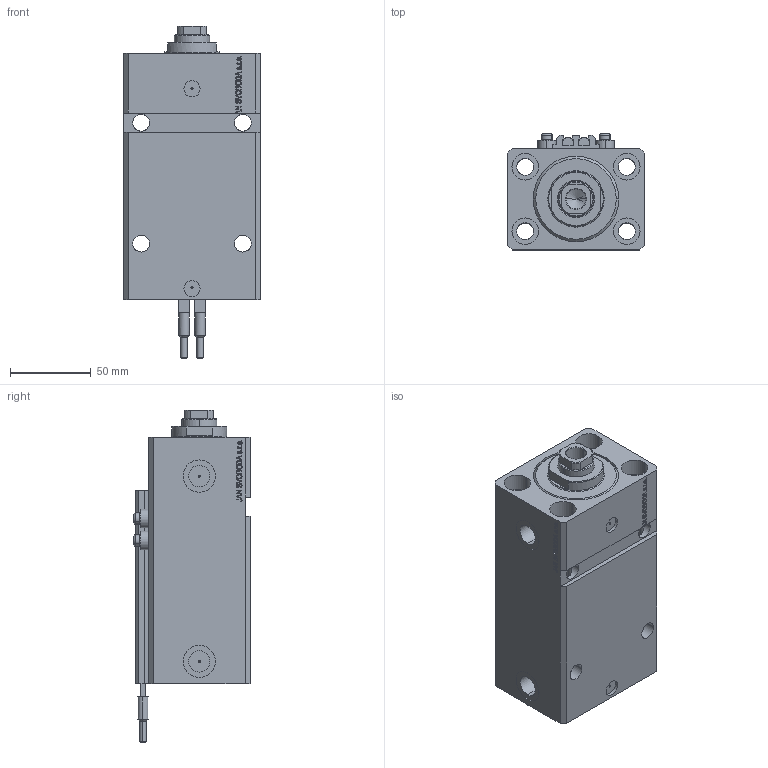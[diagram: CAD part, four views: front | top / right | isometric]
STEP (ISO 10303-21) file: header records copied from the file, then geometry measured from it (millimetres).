
FILE_DESCRIPTION (( 'STEP AP203' ), '1' );
FILE_NAME ('a330.STEP', '2023-10-07T15:44:21', ( '' ), ( '' ), 'SwSTEP 2.0', 'SolidWorks 2019', '' );
FILE_SCHEMA (( 'CONFIG_CONTROL_DESIGN' ));
Length unit declared in the file: millimetre
Products named in the file (6): a330; SWITCH_V250CE cf6b40bdd35918157fb6c80a4ae206c4; V250CE_C_VCP cf6b40bdd35918157fb6c80a4ae206c4; V250CE_VC_E cf6b40bdd35918157fb6c80a4ae206c4; V250CE_E_Body cf6b40bdd35918157fb6c80a4ae206c4; ALLEN BOLT V250CE cf6b40bdd35918157fb6c80a4ae206c4
Assembly tree (9 placements, depth 2):
  a330
    V250CE_E_Body cf6b40bdd35918157fb6c80a4ae206c4
    ALLEN BOLT V250CE cf6b40bdd35918157fb6c80a4ae206c4  x4
    V250CE_C_VCP cf6b40bdd35918157fb6c80a4ae206c4
    V250CE_VC_E cf6b40bdd35918157fb6c80a4ae206c4
    SWITCH_V250CE cf6b40bdd35918157fb6c80a4ae206c4  x2
Bounding box: 85 x 72 x 206 mm (x, y, z)
Volume: 687421.5 mm3; surface area: 143572.2 mm2
Topology: 10 solids, 10 shells, 1159 faces, 2877 edges, 1845 vertices
Faces by surface type: plane 567, bspline 356, cylinder 158, cone 60, torus 18
Entity records: 48918 total; most frequent: CARTESIAN_POINT 25126, ORIENTED_EDGE 5336, DIRECTION 3582, EDGE_CURVE 2668, VERTEX_POINT 1731, VECTOR 1632, LINE 1632, EDGE_LOOP 1195
